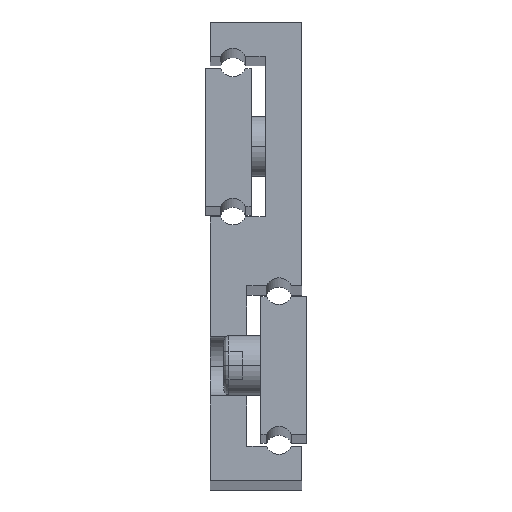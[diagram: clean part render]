
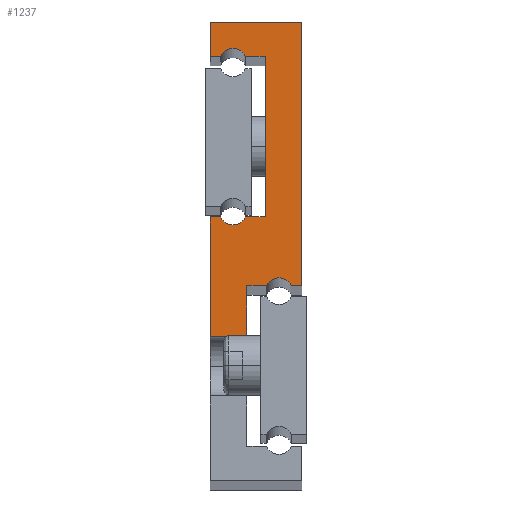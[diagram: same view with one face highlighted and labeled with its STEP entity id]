
A CAD part, top view. The second image highlights one B-rep face of the part: STEP entity #1237.
In plain terms, the highlighted planar face has unit normal (0, 0, 1).
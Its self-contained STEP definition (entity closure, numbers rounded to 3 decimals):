
#14 = ORIENTED_EDGE ( 'NONE', *, *, #1736, .T. ) ;
#23 = ORIENTED_EDGE ( 'NONE', *, *, #1027, .T. ) ;
#100 = CARTESIAN_POINT ( 'NONE',  ( 12.273, 42.5, 575. ) ) ;
#114 = VERTEX_POINT ( 'NONE', #1380 ) ;
#118 = ORIENTED_EDGE ( 'NONE', *, *, #2037, .T. ) ;
#132 = DIRECTION ( 'NONE',  ( -1., 0., 0. ) ) ;
#136 = LINE ( 'NONE', #813, #543 ) ;
#158 = CARTESIAN_POINT ( 'NONE',  ( 5., 91.25, 575. ) ) ;
#226 = DIRECTION ( 'NONE',  ( 1., 0., 0. ) ) ;
#237 = EDGE_CURVE ( 'NONE', #394, #1803, #915, .T. ) ;
#247 = CARTESIAN_POINT ( 'NONE',  ( 20., 100., 575. ) ) ;
#251 = CARTESIAN_POINT ( 'NONE',  ( 0., 57.5, 575. ) ) ;
#262 = EDGE_LOOP ( 'NONE', ( #1867, #1242, #23, #1075, #908, #2000, #2057, #482, #1804, #1938, #709, #118, #1322, #14, #1553, #1924 ) ) ;
#306 = EDGE_CURVE ( 'NONE', #2123, #681, #447, .T. ) ;
#368 = CARTESIAN_POINT ( 'NONE',  ( 0., 92.5, 575. ) ) ;
#370 = VECTOR ( 'NONE', #1649, 1000. ) ;
#376 = CARTESIAN_POINT ( 'NONE',  ( 2.273, 57.5, 575. ) ) ;
#392 = VERTEX_POINT ( 'NONE', #874 ) ;
#393 = VECTOR ( 'NONE', #902, 1000. ) ;
#394 = VERTEX_POINT ( 'NONE', #1043 ) ;
#400 = DIRECTION ( 'NONE',  ( -1., 0., 0. ) ) ;
#404 = VERTEX_POINT ( 'NONE', #1063 ) ;
#410 = CARTESIAN_POINT ( 'NONE',  ( 20., 42.5, 575. ) ) ;
#412 = VECTOR ( 'NONE', #400, 1000. ) ;
#423 = DIRECTION ( 'NONE',  ( 0., 0., -1. ) ) ;
#447 = LINE ( 'NONE', #1002, #1840 ) ;
#451 = CARTESIAN_POINT ( 'NONE',  ( 0., 57.5, 575. ) ) ;
#465 = FACE_OUTER_BOUND ( 'NONE', #262, .T. ) ;
#480 = EDGE_CURVE ( 'NONE', #392, #1508, #569, .T. ) ;
#481 = EDGE_CURVE ( 'NONE', #844, #2123, #1936, .T. ) ;
#482 = ORIENTED_EDGE ( 'NONE', *, *, #481, .T. ) ;
#508 = VECTOR ( 'NONE', #1101, 1000. ) ;
#520 = AXIS2_PLACEMENT_3D ( 'NONE', #2081, #558, #1479 ) ;
#538 = CIRCLE ( 'NONE', #1112, 3. ) ;
#543 = VECTOR ( 'NONE', #1873, 1000. ) ;
#544 = EDGE_CURVE ( 'NONE', #1457, #844, #647, .T. ) ;
#558 = DIRECTION ( 'NONE',  ( 0., 0., -1. ) ) ;
#569 = LINE ( 'NONE', #906, #631 ) ;
#602 = EDGE_CURVE ( 'NONE', #114, #2074, #997, .T. ) ;
#631 = VECTOR ( 'NONE', #2090, 1000. ) ;
#647 = LINE ( 'NONE', #1818, #370 ) ;
#679 = CARTESIAN_POINT ( 'NONE',  ( 8., 7.5, 575. ) ) ;
#681 = VERTEX_POINT ( 'NONE', #368 ) ;
#709 = ORIENTED_EDGE ( 'NONE', *, *, #1433, .T. ) ;
#747 = DIRECTION ( 'NONE',  ( -1., 0., 0. ) ) ;
#813 = CARTESIAN_POINT ( 'NONE',  ( 12., 92.5, 575. ) ) ;
#837 = EDGE_CURVE ( 'NONE', #2147, #1457, #1939, .T. ) ;
#842 = VERTEX_POINT ( 'NONE', #1786 ) ;
#844 = VERTEX_POINT ( 'NONE', #247 ) ;
#846 = DIRECTION ( 'NONE',  ( 0., 0., -1. ) ) ;
#859 = DIRECTION ( 'NONE',  ( 0., 0., -1. ) ) ;
#874 = CARTESIAN_POINT ( 'NONE',  ( 0., 31.5, 575. ) ) ;
#880 = DIRECTION ( 'NONE',  ( 0., -1., 0. ) ) ;
#902 = DIRECTION ( 'NONE',  ( 0., 1., 0. ) ) ;
#905 = CIRCLE ( 'NONE', #1474, 3. ) ;
#906 = CARTESIAN_POINT ( 'NONE',  ( 0., 31.5, 575. ) ) ;
#908 = ORIENTED_EDGE ( 'NONE', *, *, #1390, .T. ) ;
#915 = CIRCLE ( 'NONE', #520, 3. ) ;
#964 = CARTESIAN_POINT ( 'NONE',  ( 5., 58.75, 575. ) ) ;
#997 = LINE ( 'NONE', #100, #1268 ) ;
#1002 = CARTESIAN_POINT ( 'NONE',  ( 0., 100., 575. ) ) ;
#1019 = LINE ( 'NONE', #679, #393 ) ;
#1027 = EDGE_CURVE ( 'NONE', #1508, #114, #1019, .T. ) ;
#1043 = CARTESIAN_POINT ( 'NONE',  ( 7.727, 57.5, 575. ) ) ;
#1063 = CARTESIAN_POINT ( 'NONE',  ( 12., 92.5, 575. ) ) ;
#1075 = ORIENTED_EDGE ( 'NONE', *, *, #602, .T. ) ;
#1101 = DIRECTION ( 'NONE',  ( 1., 0., 0. ) ) ;
#1112 = AXIS2_PLACEMENT_3D ( 'NONE', #2180, #859, #1538 ) ;
#1116 = EDGE_CURVE ( 'NONE', #681, #842, #1770, .T. ) ;
#1147 = PLANE ( 'NONE',  #1930 ) ;
#1167 = CARTESIAN_POINT ( 'NONE',  ( 7.727, 57.5, 575. ) ) ;
#1196 = LINE ( 'NONE', #1167, #1491 ) ;
#1237 = ADVANCED_FACE ( 'NONE', ( #465 ), #1147, .F. ) ;
#1242 = ORIENTED_EDGE ( 'NONE', *, *, #480, .T. ) ;
#1253 = LINE ( 'NONE', #1548, #2145 ) ;
#1265 = LINE ( 'NONE', #251, #412 ) ;
#1268 = VECTOR ( 'NONE', #1295, 1000. ) ;
#1295 = DIRECTION ( 'NONE',  ( 1., 0., 0. ) ) ;
#1298 = DIRECTION ( 'NONE',  ( 1., 0., 0. ) ) ;
#1322 = ORIENTED_EDGE ( 'NONE', *, *, #1339, .T. ) ;
#1339 = EDGE_CURVE ( 'NONE', #404, #1669, #136, .T. ) ;
#1380 = CARTESIAN_POINT ( 'NONE',  ( 8., 42.5, 575. ) ) ;
#1390 = EDGE_CURVE ( 'NONE', #2074, #2147, #538, .T. ) ;
#1433 = EDGE_CURVE ( 'NONE', #842, #2096, #905, .T. ) ;
#1457 = VERTEX_POINT ( 'NONE', #1754 ) ;
#1474 = AXIS2_PLACEMENT_3D ( 'NONE', #158, #846, #1527 ) ;
#1479 = DIRECTION ( 'NONE',  ( -1., 0., 0. ) ) ;
#1491 = VECTOR ( 'NONE', #132, 1000. ) ;
#1498 = CARTESIAN_POINT ( 'NONE',  ( 7.727, 92.5, 575. ) ) ;
#1508 = VERTEX_POINT ( 'NONE', #1767 ) ;
#1527 = DIRECTION ( 'NONE',  ( 1., 0., 0. ) ) ;
#1538 = DIRECTION ( 'NONE',  ( -1., 0., 0. ) ) ;
#1548 = CARTESIAN_POINT ( 'NONE',  ( 0., 0., 575. ) ) ;
#1549 = EDGE_CURVE ( 'NONE', #1632, #392, #1253, .T. ) ;
#1553 = ORIENTED_EDGE ( 'NONE', *, *, #237, .T. ) ;
#1565 = EDGE_CURVE ( 'NONE', #1803, #1632, #1265, .T. ) ;
#1592 = VECTOR ( 'NONE', #747, 1000. ) ;
#1598 = CARTESIAN_POINT ( 'NONE',  ( 20., 100., 575. ) ) ;
#1632 = VERTEX_POINT ( 'NONE', #451 ) ;
#1636 = CARTESIAN_POINT ( 'NONE',  ( 7.727, 92.5, 575. ) ) ;
#1646 = DIRECTION ( 'NONE',  ( -1., 0., 0. ) ) ;
#1649 = DIRECTION ( 'NONE',  ( 0., 1., 0. ) ) ;
#1669 = VERTEX_POINT ( 'NONE', #2197 ) ;
#1736 = EDGE_CURVE ( 'NONE', #1669, #394, #1196, .T. ) ;
#1754 = CARTESIAN_POINT ( 'NONE',  ( 20., 42.5, 575. ) ) ;
#1767 = CARTESIAN_POINT ( 'NONE',  ( 8., 31.5, 575. ) ) ;
#1770 = LINE ( 'NONE', #2097, #2179 ) ;
#1786 = CARTESIAN_POINT ( 'NONE',  ( 2.273, 92.5, 575. ) ) ;
#1799 = LINE ( 'NONE', #1636, #1848 ) ;
#1803 = VERTEX_POINT ( 'NONE', #376 ) ;
#1804 = ORIENTED_EDGE ( 'NONE', *, *, #306, .T. ) ;
#1811 = DIRECTION ( 'NONE',  ( 0., -1., 0. ) ) ;
#1818 = CARTESIAN_POINT ( 'NONE',  ( 20., 100., 575. ) ) ;
#1840 = VECTOR ( 'NONE', #1811, 1000. ) ;
#1843 = CARTESIAN_POINT ( 'NONE',  ( 0., 100., 575. ) ) ;
#1848 = VECTOR ( 'NONE', #1298, 1000. ) ;
#1867 = ORIENTED_EDGE ( 'NONE', *, *, #1549, .T. ) ;
#1873 = DIRECTION ( 'NONE',  ( 0., -1., 0. ) ) ;
#1924 = ORIENTED_EDGE ( 'NONE', *, *, #1565, .T. ) ;
#1930 = AXIS2_PLACEMENT_3D ( 'NONE', #964, #423, #1646 ) ;
#1936 = LINE ( 'NONE', #1598, #1592 ) ;
#1938 = ORIENTED_EDGE ( 'NONE', *, *, #1116, .T. ) ;
#1939 = LINE ( 'NONE', #410, #508 ) ;
#2000 = ORIENTED_EDGE ( 'NONE', *, *, #837, .T. ) ;
#2027 = CARTESIAN_POINT ( 'NONE',  ( 17.727, 42.5, 575. ) ) ;
#2037 = EDGE_CURVE ( 'NONE', #2096, #404, #1799, .T. ) ;
#2057 = ORIENTED_EDGE ( 'NONE', *, *, #544, .T. ) ;
#2074 = VERTEX_POINT ( 'NONE', #2162 ) ;
#2081 = CARTESIAN_POINT ( 'NONE',  ( 5., 58.75, 575. ) ) ;
#2090 = DIRECTION ( 'NONE',  ( 1., 0., 0. ) ) ;
#2096 = VERTEX_POINT ( 'NONE', #1498 ) ;
#2097 = CARTESIAN_POINT ( 'NONE',  ( 0., 92.5, 575. ) ) ;
#2123 = VERTEX_POINT ( 'NONE', #1843 ) ;
#2145 = VECTOR ( 'NONE', #880, 1000. ) ;
#2147 = VERTEX_POINT ( 'NONE', #2027 ) ;
#2162 = CARTESIAN_POINT ( 'NONE',  ( 12.273, 42.5, 575. ) ) ;
#2179 = VECTOR ( 'NONE', #226, 1000. ) ;
#2180 = CARTESIAN_POINT ( 'NONE',  ( 15., 41.25, 575. ) ) ;
#2197 = CARTESIAN_POINT ( 'NONE',  ( 12., 57.5, 575. ) ) ;
